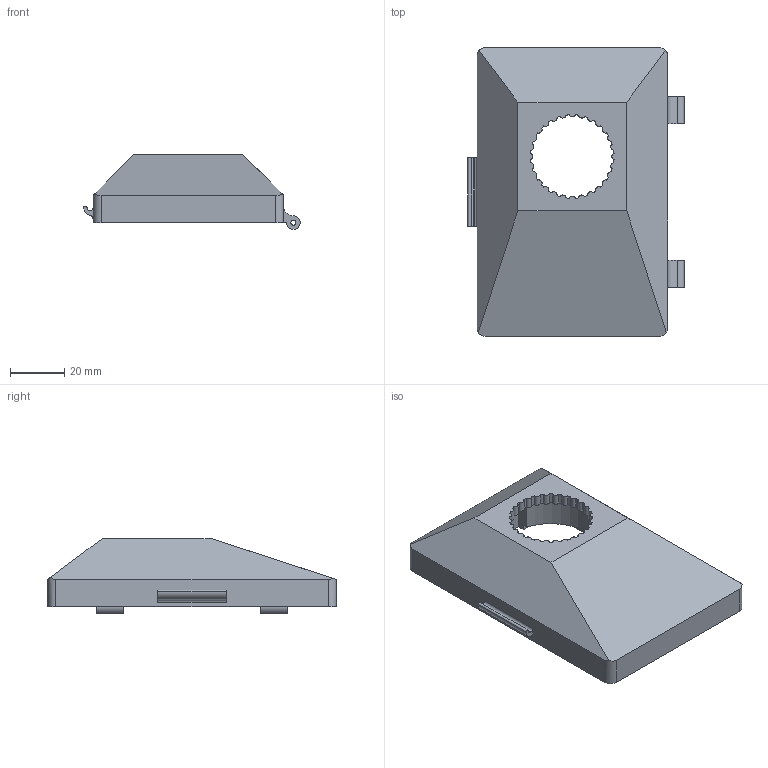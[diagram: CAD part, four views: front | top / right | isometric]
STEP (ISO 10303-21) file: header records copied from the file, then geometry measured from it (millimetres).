
FILE_DESCRIPTION(/* description */ ('STEP AP242','CAx-IF Rec.Pracs.---Representation and Presentation of Product Manufacturing Information (PMI)---4.0---2014-10-13','CAx-IF Rec.Pracs.---3D Tessellated Geometry---0.4---2014-09-14','2;1'),/* implementation_level */ '2;1');
FILE_NAME(/* name */ '687fe93920f30f21a9f9c04d',/* time_stamp */ '2025-07-22T19:40:41Z',/* author */ (''),/* organization */ (''),/* preprocessor_version */ 'ST-DEVELOPER v20',/* originating_system */ 'ONSHAPE BY PTC INC, 1.201',/* authorisation */ ' ');
FILE_SCHEMA (('AP242_MANAGED_MODEL_BASED_3D_ENGINEERING_MIM_LF { 1 0 10303 442 1 1 4 }'));
Length unit declared in the file: metre
Products named in the file (1): Top Enclosure
Bounding box: 79.53 x 106 x 27.49 mm (x, y, z)
Volume: 74589.8 mm3; surface area: 23592.3 mm2
Topology: 1 solids, 1 shells, 135 faces, 377 edges, 254 vertices
Faces by surface type: cylinder 88, plane 47
Full cylindrical faces by diameter (mm): 1.85 x2, 2.5 x4
Entity records: 4439 total; most frequent: DIRECTION 823, CARTESIAN_POINT 761, ORIENTED_EDGE 742, EDGE_CURVE 371, AXIS2_PLACEMENT_3D 316, VERTEX_POINT 254, LINE 191, VECTOR 191
